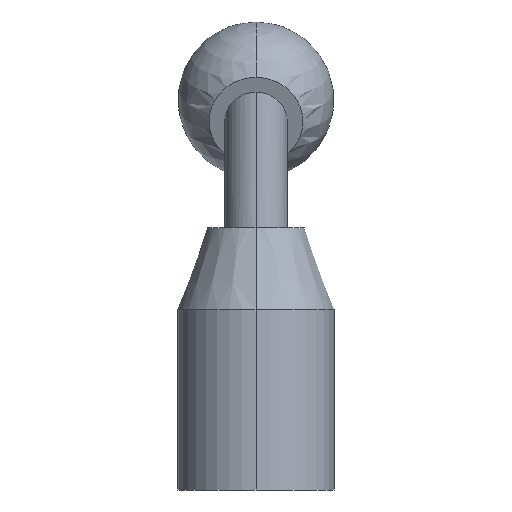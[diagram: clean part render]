
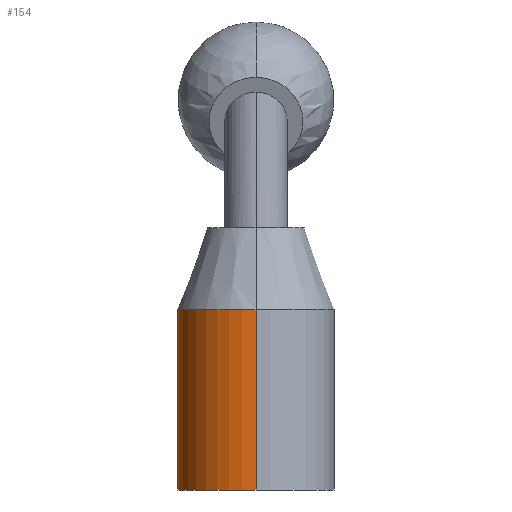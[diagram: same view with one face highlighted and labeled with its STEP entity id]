
A CAD part, left-side view. The second image highlights one B-rep face of the part: STEP entity #154.
In plain terms, the highlighted cylindrical face has radius 12.5 mm (diameter 25 mm), a partial arc.
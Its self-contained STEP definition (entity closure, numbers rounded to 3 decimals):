
#122=EDGE_CURVE('',#218,#130,#331,.T.);
#130=VERTEX_POINT('',#340);
#154=ADVANCED_FACE('',(#369),#370,.T.);
#218=VERTEX_POINT('',#444);
#232=EDGE_CURVE('',#218,#252,#459,.T.);
#252=VERTEX_POINT('',#481);
#276=VERTEX_POINT('',#506);
#288=EDGE_CURVE('',#252,#276,#519,.T.);
#310=EDGE_CURVE('',#276,#130,#543,.T.);
#331=CIRCLE('',#555,12.5);
#340=CARTESIAN_POINT('',(-12.5,0.,0.0));
#369=FACE_OUTER_BOUND('',#600,.T.);
#370=CYLINDRICAL_SURFACE('',#601,12.5);
#444=CARTESIAN_POINT('',(12.5,0.0,0.0));
#459=LINE('',#771,#772);
#481=CARTESIAN_POINT('',(12.5,0.0,28.844));
#506=CARTESIAN_POINT('',(-12.5,0.,28.844));
#519=CIRCLE('',#863,12.5);
#543=LINE('',#893,#894);
#555=AXIS2_PLACEMENT_3D('',#904,#905,#906);
#600=EDGE_LOOP('',(#958,#959,#960,#961));
#601=AXIS2_PLACEMENT_3D('',#962,#963,#964);
#771=CARTESIAN_POINT('',(12.5,0.,14.422));
#772=VECTOR('',#1078,1.0);
#863=AXIS2_PLACEMENT_3D('',#1142,#1143,#1144);
#893=CARTESIAN_POINT('',(-12.5,0.,14.422));
#894=VECTOR('',#1166,1.0);
#904=CARTESIAN_POINT('',(0.0,0.0,0.0));
#905=DIRECTION('',(0.0,0.0,1.0));
#906=DIRECTION('',(1.0,0.0,0.0));
#958=ORIENTED_EDGE('',*,*,#232,.F.);
#959=ORIENTED_EDGE('',*,*,#122,.T.);
#960=ORIENTED_EDGE('',*,*,#310,.F.);
#961=ORIENTED_EDGE('',*,*,#288,.F.);
#962=CARTESIAN_POINT('',(0.0,0.0,14.422));
#963=DIRECTION('',(-0.0,-0.0,-1.0));
#964=DIRECTION('',(1.0,0.0,0.0));
#1078=DIRECTION('',(0.0,0.0,1.0));
#1142=CARTESIAN_POINT('',(0.0,0.0,28.844));
#1143=DIRECTION('',(0.0,0.0,1.0));
#1144=DIRECTION('',(1.0,0.0,0.0));
#1166=DIRECTION('',(-0.0,-0.0,-1.0));
